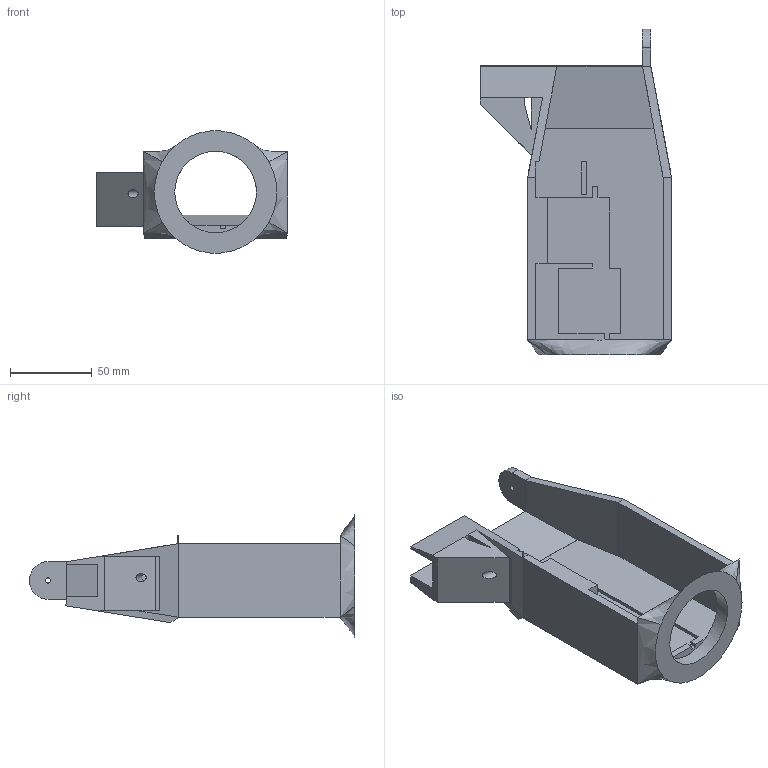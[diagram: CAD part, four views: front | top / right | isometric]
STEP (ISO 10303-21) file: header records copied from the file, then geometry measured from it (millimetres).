
FILE_DESCRIPTION(/* description */ (''),/* implementation_level */ '2;1');
FILE_NAME(/* name */ 'FinalWrist.stp',/* time_stamp */ '2025-10-24T00:59:49-05:00',/* author */ ('aul12'),/* organization */ (''),/* preprocessor_version */ 'ST-DEVELOPER v19.2',/* originating_system */ 'Autodesk Inventor 2024',/* authorisation */ '');
FILE_SCHEMA (('AUTOMOTIVE_DESIGN { 1 0 10303 214 3 1 1 }'));
Length unit declared in the file: millimetre
Products named in the file (1): newWrist
Bounding box: 117.09 x 199.29 x 74.75 mm (x, y, z)
Volume: 191897.4 mm3; surface area: 74304.1 mm2
Topology: 1 solids, 1 shells, 87 faces, 245 edges, 156 vertices
Faces by surface type: plane 79, cylinder 4, bspline 4
Full cylindrical faces by diameter (mm): 3.125 x1, 5 x1, 50 x1
Entity records: 2938 total; most frequent: CARTESIAN_POINT 640, ORIENTED_EDGE 490, DIRECTION 427, EDGE_CURVE 245, LINE 229, VECTOR 229, VERTEX_POINT 156, AXIS2_PLACEMENT_3D 99
